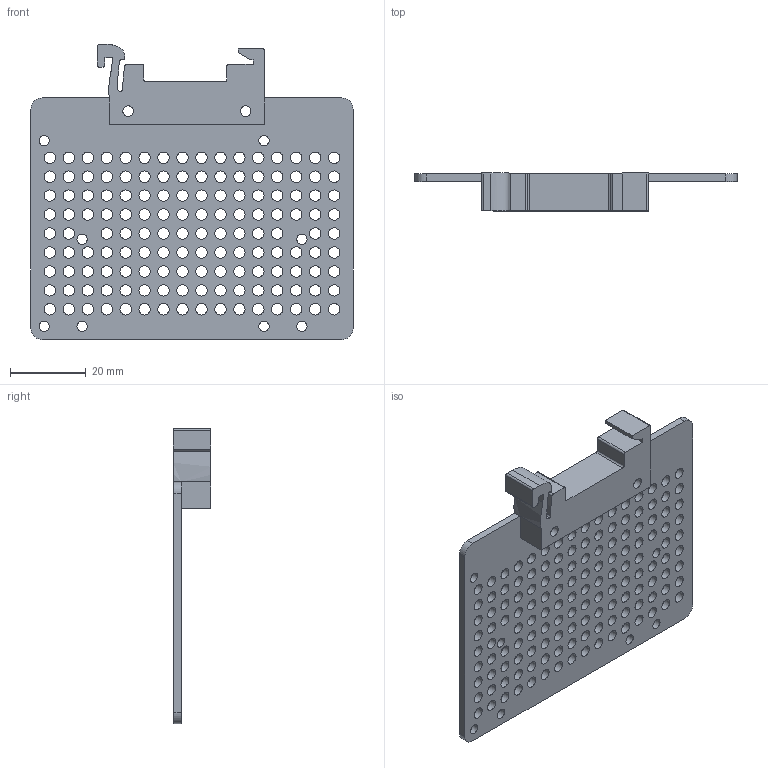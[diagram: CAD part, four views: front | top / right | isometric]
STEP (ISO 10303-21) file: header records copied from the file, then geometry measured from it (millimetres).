
FILE_DESCRIPTION(/* description */ (''),/* implementation_level */ '2;1');
FILE_NAME(/* name */ 'vertical-rail-mounting-kit.step',/* time_stamp */ '2020-04-21T13:56:53+02:00',/* author */ (''),/* organization */ (''),/* preprocessor_version */ 'ST-DEVELOPER v18',/* originating_system */ 'Autodesk Translation Framework v8.12.0.6',/* authorisation */ '');
FILE_SCHEMA (('AUTOMOTIVE_DESIGN { 1 0 10303 214 3 1 1 }'));
Length unit declared in the file: millimetre
Products named in the file (2): Vertical DIN mounting; Komponente1
Assembly tree (1 placements, depth 2):
  Vertical DIN mounting
    Komponente1
Bounding box: 85 x 10 x 77.91 mm (x, y, z)
Volume: 13864.9 mm3; surface area: 15122.1 mm2
Topology: 2 solids, 2 shells, 203 faces, 596 edges, 397 vertices
Faces by surface type: cylinder 168, plane 31, bspline 4
Full cylindrical faces by diameter (mm): 2.7 x8, 2.8 x2, 3 x142, 3.2 x2
Entity records: 7784 total; most frequent: CARTESIAN_POINT 1427, DIRECTION 1326, ORIENTED_EDGE 1192, EDGE_CURVE 596, AXIS2_PLACEMENT_3D 538, EDGE_LOOP 511, VERTEX_POINT 397, CIRCLE 336
